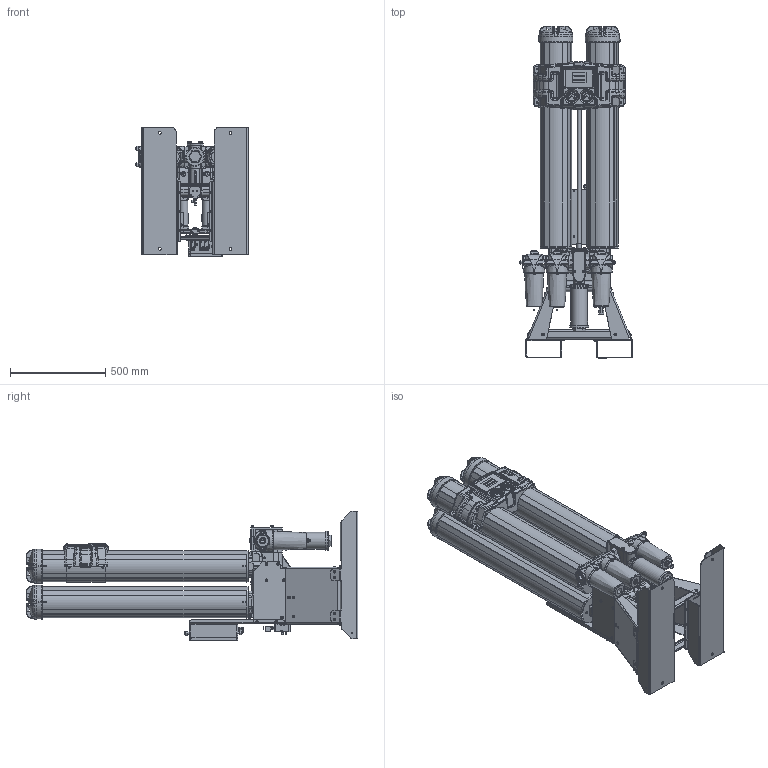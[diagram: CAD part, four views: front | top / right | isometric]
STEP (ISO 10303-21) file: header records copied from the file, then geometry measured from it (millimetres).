
FILE_DESCRIPTION(/* description */ (''),/* implementation_level */ '2;1');
FILE_NAME(/* name */ 'CDAS-HL80.stp',/* time_stamp */ '2017-01-16T12:19:37+00:00',/* author */ ('mg385385'),/* organization */ (''),/* preprocessor_version */ 'ST-DEVELOPER v16.1',/* originating_system */ 'Autodesk Inventor 2016',/* authorisation */ '');
FILE_SCHEMA (('AUTOMOTIVE_DESIGN { 1 0 10303 214 3 1 1 }'));
Products named in the file (1): CDAS-HL80_Shrinkwrap_1
Bounding box: 592.55 x 1745.19 x 682.25 mm (x, y, z)
Surface area: 6341787.7 mm2 (no closed solid volume)
Topology: 0 solids, 532 shells, 1554 faces, 11334 edges, 10086 vertices
Faces by surface type: plane 587, bspline 376, cylinder 333, cone 116, torus 109, sphere 33
Full cylindrical faces by diameter (mm): 3.2 x4, 4 x8, 4.5 x1, 8 x6, 8.55 x2, 9.8 x1, 10 x7, 10.2 x2, 10.5 x6, 11 x9, 13 x5, 13.5 x1, 13.8 x2, 13.9 x1, 14 x1, 14.8 x1, 18.4 x1, 18.9 x1, 20 x1, 24 x3, 25.5 x1, 49.5 x6, 55 x1, 64 x1, 87.44 x1, 88 x1, 92 x2, 100 x2
Entity records: 195404 total; most frequent: CARTESIAN_POINT 119492, ORIENTED_EDGE 12629, DIRECTION 12338, EDGE_CURVE 11176, VERTEX_POINT 10036, LINE 4746, VECTOR 4746, AXIS2_PLACEMENT_3D 3796
